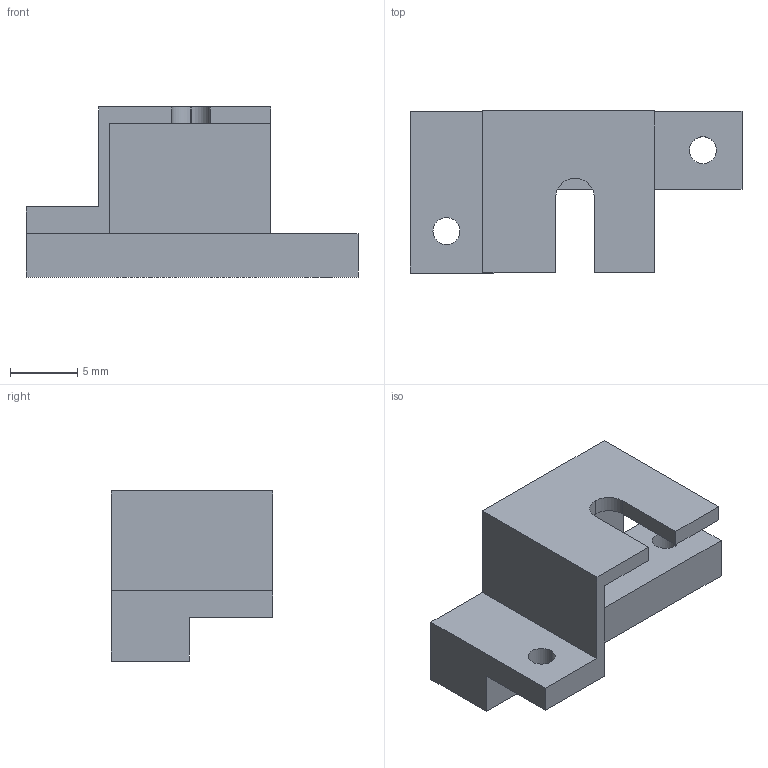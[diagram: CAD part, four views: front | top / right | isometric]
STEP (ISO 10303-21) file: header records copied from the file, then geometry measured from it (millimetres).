
FILE_DESCRIPTION (( 'STEP AP214' ), '1' );
FILE_NAME ('CFV5_Scale_SensorCover.STEP', '2025-01-11T16:57:57', ( '' ), ( '' ), 'SwSTEP 2.0', 'SolidWorks 2025', '' );
FILE_SCHEMA (( 'AUTOMOTIVE_DESIGN' ));
Length unit declared in the file: millimetre
Products named in the file (1): CFV5_Scale_SensorCover
Bounding box: 24.6 x 12 x 12.6 mm (x, y, z)
Volume: 1005.2 mm3; surface area: 1279.9 mm2
Topology: 1 solids, 1 shells, 25 faces, 68 edges, 45 vertices
Faces by surface type: plane 19, cylinder 6
Entity records: 817 total; most frequent: CARTESIAN_POINT 139, ORIENTED_EDGE 136, DIRECTION 132, EDGE_CURVE 68, LINE 56, VECTOR 56, VERTEX_POINT 45, AXIS2_PLACEMENT_3D 38
